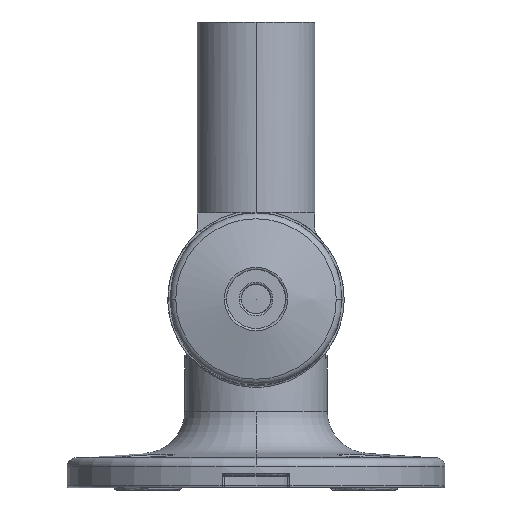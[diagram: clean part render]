
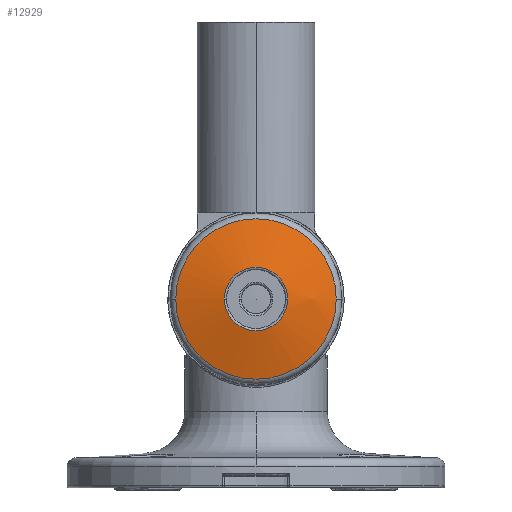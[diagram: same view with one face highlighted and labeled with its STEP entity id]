
A CAD part, front view. The second image highlights one B-rep face of the part: STEP entity #12929.
In plain terms, the highlighted spherical face has radius 57 mm.
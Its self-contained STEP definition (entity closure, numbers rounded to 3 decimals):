
#231 = CARTESIAN_POINT ( 'NONE',  ( -1.879, -35.021, 253.763 ) ) ;
#692 = EDGE_CURVE ( 'NONE', #5256, #11823, #2974, .T. ) ;
#1091 = CARTESIAN_POINT ( 'NONE',  ( -9.445, -35.021, 253.763 ) ) ;
#1420 = FACE_OUTER_BOUND ( 'NONE', #11073, .T. ) ;
#1499 = DIRECTION ( 'NONE',  ( 0., 0., 1. ) ) ;
#2725 = CIRCLE ( 'NONE', #15288, 19.112 ) ;
#2974 = CIRCLE ( 'NONE', #6537, 19.112 ) ;
#3989 = DIRECTION ( 'NONE',  ( 0., -1., 0. ) ) ;
#3994 = FACE_BOUND ( 'NONE', #16336, .T. ) ;
#4575 = DIRECTION ( 'NONE',  ( -1., 0., 0. ) ) ;
#4630 = AXIS2_PLACEMENT_3D ( 'NONE', #231, #5452, #4575 ) ;
#4920 = AXIS2_PLACEMENT_3D ( 'NONE', #7741, #11677, #1499 ) ;
#4954 = CARTESIAN_POINT ( 'NONE',  ( -1.879, -35.021, 253.763 ) ) ;
#5110 = DIRECTION ( 'NONE',  ( -1., 0., 0. ) ) ;
#5181 = CIRCLE ( 'NONE', #4630, 7.566 ) ;
#5256 = VERTEX_POINT ( 'NONE', #12570 ) ;
#5452 = DIRECTION ( 'NONE',  ( 0., 1., 0. ) ) ;
#6537 = AXIS2_PLACEMENT_3D ( 'NONE', #13050, #3989, #11849 ) ;
#6712 = SPHERICAL_SURFACE ( 'NONE', #4920, 57. ) ;
#7457 = CARTESIAN_POINT ( 'NONE',  ( 5.688, -35.021, 253.763 ) ) ;
#7741 = CARTESIAN_POINT ( 'NONE',  ( -1.879, 21.474, 253.763 ) ) ;
#8273 = ORIENTED_EDGE ( 'NONE', *, *, #8880, .T. ) ;
#8853 = ORIENTED_EDGE ( 'NONE', *, *, #9613, .T. ) ;
#8880 = EDGE_CURVE ( 'NONE', #14723, #15581, #9251, .T. ) ;
#8947 = DIRECTION ( 'NONE',  ( 0., 1., 0. ) ) ;
#9109 = CARTESIAN_POINT ( 'NONE',  ( -1.879, -32.226, 253.763 ) ) ;
#9251 = CIRCLE ( 'NONE', #13900, 7.566 ) ;
#9451 = CARTESIAN_POINT ( 'NONE',  ( 17.234, -32.226, 253.763 ) ) ;
#9613 = EDGE_CURVE ( 'NONE', #15581, #14723, #5181, .T. ) ;
#11073 = EDGE_LOOP ( 'NONE', ( #14204, #15113 ) ) ;
#11677 = DIRECTION ( 'NONE',  ( 0., -1., 0. ) ) ;
#11823 = VERTEX_POINT ( 'NONE', #9451 ) ;
#11849 = DIRECTION ( 'NONE',  ( -1., 0., 0. ) ) ;
#12570 = CARTESIAN_POINT ( 'NONE',  ( -20.991, -32.226, 253.763 ) ) ;
#12929 = ADVANCED_FACE ( 'NONE', ( #1420, #3994 ), #6712, .T. ) ;
#12969 = EDGE_CURVE ( 'NONE', #11823, #5256, #2725, .T. ) ;
#13050 = CARTESIAN_POINT ( 'NONE',  ( -1.879, -32.226, 253.763 ) ) ;
#13900 = AXIS2_PLACEMENT_3D ( 'NONE', #4954, #8947, #14183 ) ;
#14183 = DIRECTION ( 'NONE',  ( -1., 0., 0. ) ) ;
#14204 = ORIENTED_EDGE ( 'NONE', *, *, #692, .T. ) ;
#14342 = DIRECTION ( 'NONE',  ( 0., -1., 0. ) ) ;
#14723 = VERTEX_POINT ( 'NONE', #7457 ) ;
#15113 = ORIENTED_EDGE ( 'NONE', *, *, #12969, .T. ) ;
#15288 = AXIS2_PLACEMENT_3D ( 'NONE', #9109, #14342, #5110 ) ;
#15581 = VERTEX_POINT ( 'NONE', #1091 ) ;
#16336 = EDGE_LOOP ( 'NONE', ( #8853, #8273 ) ) ;
